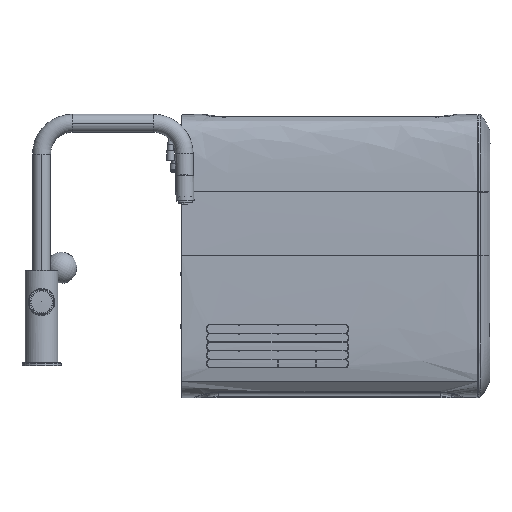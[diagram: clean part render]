
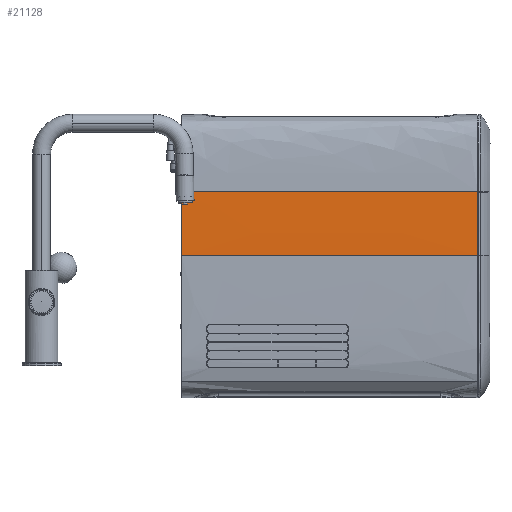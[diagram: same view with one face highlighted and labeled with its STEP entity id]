
A CAD part, front view. The second image highlights one B-rep face of the part: STEP entity #21128.
In plain terms, the highlighted free-form (B-spline) face has degree [3, 1] with [7, 2] control points.
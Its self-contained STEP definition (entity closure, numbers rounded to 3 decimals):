
#407=B_SPLINE_SURFACE_WITH_KNOTS('',3,1,((#63145,#63146),(#63147,#63148),
(#63149,#63150),(#63151,#63152),(#63153,#63154),(#63155,#63156),(#63157,
#63158)),.SURF_OF_LINEAR_EXTRUSION.,.F.,.F.,.F.,(4,1,1,1,4),(2,2),(0.951,
0.964,0.976,0.988,1.),
(0.,1.),.UNSPECIFIED.);
#1596=B_SPLINE_CURVE_WITH_KNOTS('',3,(#63114,#63115,#63116,#63117,#63118,
#63119,#63120,#63121,#63122,#63123,#63124,#63125,#63126,#63127,#63128,#63129,
#63130,#63131,#63132,#63133,#63134,#63135,#63136,#63137,#63138,#63139,#63140,
#63141,#63142),.UNSPECIFIED.,.F.,.F.,(4,1,1,1,1,1,1,1,1,1,1,1,1,1,1,1,1,
1,1,1,1,1,1,1,1,1,4),(0.,0.125,0.188,0.25,0.313,0.375,0.406,0.438,
0.453,0.469,0.484,0.492,0.496,0.5,0.504,0.508,
0.516,0.531,0.547,0.563,0.594,0.625,0.688,0.75,0.813,0.875,
1.),.UNSPECIFIED.);
#1597=B_SPLINE_CURVE_WITH_KNOTS('',3,(#63159,#63160,#63161,#63162,#63163,
#63164,#63165),.UNSPECIFIED.,.F.,.F.,(4,1,1,1,4),(0.,0.25,0.5,0.75,1.),
 .UNSPECIFIED.);
#3225=LINE('',#61841,#4905);
#3283=LINE('',#63167,#4963);
#4905=VECTOR('',#29757,1000.);
#4963=VECTOR('',#29883,1000.);
#10587=ORIENTED_EDGE('',*,*,#14001,.F.);
#10588=ORIENTED_EDGE('',*,*,#14194,.F.);
#10589=ORIENTED_EDGE('',*,*,#14195,.F.);
#10590=ORIENTED_EDGE('',*,*,#14192,.T.);
#14001=EDGE_CURVE('',#16955,#16926,#3225,.T.);
#14192=EDGE_CURVE('',#17141,#16926,#1596,.F.);
#14194=EDGE_CURVE('',#17142,#16955,#1597,.F.);
#14195=EDGE_CURVE('',#17141,#17142,#3283,.T.);
#16926=VERTEX_POINT('',#61666);
#16955=VERTEX_POINT('',#61840);
#17141=VERTEX_POINT('',#63143);
#17142=VERTEX_POINT('',#63166);
#18795=EDGE_LOOP('',(#10587,#10588,#10589,#10590));
#19832=FACE_BOUND('',#18795,.T.);
#21128=ADVANCED_FACE('',(#19832),#407,.T.);
#29757=DIRECTION('',(-1.,0.,0.));
#29883=DIRECTION('',(1.,0.,0.));
#61666=CARTESIAN_POINT('',(218.776,166.595,171.971));
#61840=CARTESIAN_POINT('',(681.773,166.595,171.971));
#61841=CARTESIAN_POINT('',(681.773,166.595,171.971));
#63114=CARTESIAN_POINT('',(218.777,166.595,171.971));
#63115=CARTESIAN_POINT('',(218.777,166.595,176.794));
#63116=CARTESIAN_POINT('',(218.776,166.599,183.824));
#63117=CARTESIAN_POINT('',(218.775,166.611,192.79));
#63118=CARTESIAN_POINT('',(218.775,166.625,199.311));
#63119=CARTESIAN_POINT('',(218.775,166.642,205.628));
#63120=CARTESIAN_POINT('',(218.774,166.66,210.723));
#63121=CARTESIAN_POINT('',(218.774,166.676,214.697));
#63122=CARTESIAN_POINT('',(218.774,166.686,217.138));
#63123=CARTESIAN_POINT('',(218.774,166.695,219.066));
#63124=CARTESIAN_POINT('',(218.774,166.703,220.497));
#63125=CARTESIAN_POINT('',(218.774,166.709,221.685));
#63126=CARTESIAN_POINT('',(218.774,166.713,222.501));
#63127=CARTESIAN_POINT('',(218.774,166.716,222.98));
#63128=CARTESIAN_POINT('',(218.774,166.717,223.299));
#63129=CARTESIAN_POINT('',(218.774,166.72,223.768));
#63130=CARTESIAN_POINT('',(218.774,166.723,224.34));
#63131=CARTESIAN_POINT('',(218.774,166.729,225.363));
#63132=CARTESIAN_POINT('',(218.774,166.737,226.801));
#63133=CARTESIAN_POINT('',(218.774,166.748,228.517));
#63134=CARTESIAN_POINT('',(218.774,166.763,230.784));
#63135=CARTESIAN_POINT('',(218.774,166.782,233.581));
#63136=CARTESIAN_POINT('',(218.774,166.815,237.976));
#63137=CARTESIAN_POINT('',(218.774,166.861,243.321));
#63138=CARTESIAN_POINT('',(218.775,166.922,249.496));
#63139=CARTESIAN_POINT('',(218.775,166.989,255.432));
#63140=CARTESIAN_POINT('',(218.776,167.088,263.03));
#63141=CARTESIAN_POINT('',(218.777,167.171,268.37));
#63142=CARTESIAN_POINT('',(218.778,167.231,271.771));
#63143=CARTESIAN_POINT('',(218.778,167.231,271.771));
#63145=CARTESIAN_POINT('',(215.996,167.231,271.771));
#63146=CARTESIAN_POINT('',(684.553,167.231,271.771));
#63147=CARTESIAN_POINT('',(215.996,167.141,266.639));
#63148=CARTESIAN_POINT('',(684.553,167.141,266.639));
#63149=CARTESIAN_POINT('',(215.996,166.973,255.453));
#63150=CARTESIAN_POINT('',(684.553,166.973,255.453));
#63151=CARTESIAN_POINT('',(215.996,166.773,234.584));
#63152=CARTESIAN_POINT('',(684.553,166.773,234.584));
#63153=CARTESIAN_POINT('',(215.996,166.633,208.3));
#63154=CARTESIAN_POINT('',(684.553,166.633,208.3));
#63155=CARTESIAN_POINT('',(215.996,166.595,185.444));
#63156=CARTESIAN_POINT('',(684.553,166.595,185.444));
#63157=CARTESIAN_POINT('',(215.996,166.595,171.971));
#63158=CARTESIAN_POINT('',(684.553,166.595,171.971));
#63159=CARTESIAN_POINT('',(681.772,166.595,171.971));
#63160=CARTESIAN_POINT('',(681.773,166.595,182.828));
#63161=CARTESIAN_POINT('',(681.775,166.62,203.141));
#63162=CARTESIAN_POINT('',(681.775,166.738,229.578));
#63163=CARTESIAN_POINT('',(681.774,166.935,252.535));
#63164=CARTESIAN_POINT('',(681.773,167.123,265.642));
#63165=CARTESIAN_POINT('',(681.771,167.231,271.771));
#63166=CARTESIAN_POINT('',(681.771,167.231,271.771));
#63167=CARTESIAN_POINT('',(218.778,167.231,271.771));
